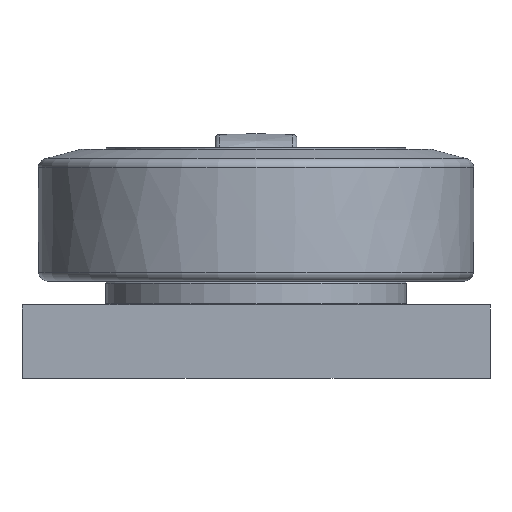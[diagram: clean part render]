
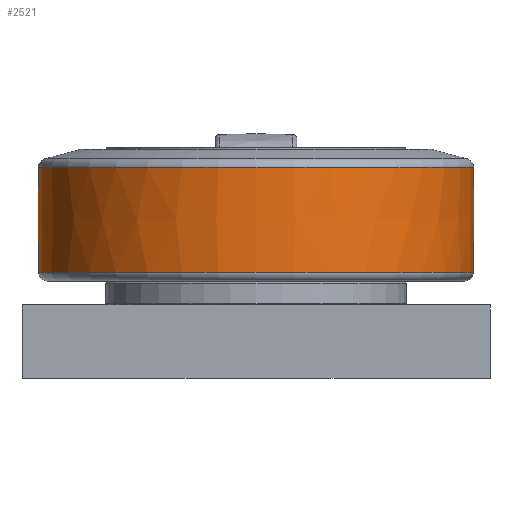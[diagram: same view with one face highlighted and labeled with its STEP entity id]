
A CAD part, front view. The second image highlights one B-rep face of the part: STEP entity #2521.
In plain terms, the highlighted free-form (B-spline) face has degree [2, 2] with [3, 9] control points.
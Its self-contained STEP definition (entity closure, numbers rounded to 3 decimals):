
#631=(
BOUNDED_SURFACE()
B_SPLINE_SURFACE(2,2,((#4344,#4345,#4346,#4347,#4348,#4349,#4350,#4351,
#4352),(#4353,#4354,#4355,#4356,#4357,#4358,#4359,#4360,#4361),(#4362,#4363,
#4364,#4365,#4366,#4367,#4368,#4369,#4370)),.UNSPECIFIED.,.F.,.T.,.F.)
B_SPLINE_SURFACE_WITH_KNOTS((3,3),(3,2,2,2,3),(-0.013,0.011),
(-3.142,-1.571,0.,1.571,3.142),
 .UNSPECIFIED.)
GEOMETRIC_REPRESENTATION_ITEM()
RATIONAL_B_SPLINE_SURFACE(((1.,0.707,1.,0.707,1.,
0.707,1.,0.707,1.),(1.,0.707,
1.,0.707,1.,0.707,1.,
0.707,1.),(1.,0.707,1.,0.707,
1.,0.707,1.,0.707,1.)))
REPRESENTATION_ITEM('')
SURFACE()
);
#725=FACE_OUTER_BOUND('',#878,.T.);
#878=EDGE_LOOP('',(#2146,#2147,#2148,#2149,#2150,#2151));
#1020=CIRCLE('',#2753,74.411);
#1021=CIRCLE('',#2754,74.411);
#1023=CIRCLE('',#2756,1500.);
#1024=CIRCLE('',#2757,74.373);
#1025=CIRCLE('',#2758,74.373);
#1231=VERTEX_POINT('',#4338);
#1232=VERTEX_POINT('',#4340);
#1233=VERTEX_POINT('',#4371);
#1234=VERTEX_POINT('',#4373);
#1555=EDGE_CURVE('',#1231,#1232,#1020,.T.);
#1556=EDGE_CURVE('',#1232,#1231,#1021,.T.);
#1558=EDGE_CURVE('',#1231,#1233,#1023,.T.);
#1559=EDGE_CURVE('',#1234,#1233,#1024,.T.);
#1560=EDGE_CURVE('',#1233,#1234,#1025,.T.);
#2146=ORIENTED_EDGE('',*,*,#1556,.F.);
#2147=ORIENTED_EDGE('',*,*,#1555,.F.);
#2148=ORIENTED_EDGE('',*,*,#1558,.T.);
#2149=ORIENTED_EDGE('',*,*,#1559,.F.);
#2150=ORIENTED_EDGE('',*,*,#1560,.F.);
#2151=ORIENTED_EDGE('',*,*,#1558,.F.);
#2521=ADVANCED_FACE('',(#725),#631,.F.);
#2753=AXIS2_PLACEMENT_3D('',#4341,#3307,#3308);
#2754=AXIS2_PLACEMENT_3D('',#4342,#3309,#3310);
#2756=AXIS2_PLACEMENT_3D('',#4372,#3313,#3314);
#2757=AXIS2_PLACEMENT_3D('',#4374,#3315,#3316);
#2758=AXIS2_PLACEMENT_3D('',#4375,#3317,#3318);
#3307=DIRECTION('center_axis',(0.,0.,
1.));
#3308=DIRECTION('ref_axis',(-1.,0.,0.));
#3309=DIRECTION('center_axis',(0.,0.,
1.));
#3310=DIRECTION('ref_axis',(-1.,0.,0.));
#3313=DIRECTION('center_axis',(-1.,0.,0.));
#3314=DIRECTION('ref_axis',(0.,1.,0.));
#3315=DIRECTION('center_axis',(0.,0.,
-1.));
#3316=DIRECTION('ref_axis',(-1.,0.,0.));
#3317=DIRECTION('center_axis',(0.,0.,
-1.));
#3318=DIRECTION('ref_axis',(-1.,0.,0.));
#4338=CARTESIAN_POINT('',(-5.329,38.444,34.569));
#4340=CARTESIAN_POINT('',(69.082,-35.967,34.569));
#4341=CARTESIAN_POINT('Origin',(-5.329,-35.967,34.569));
#4342=CARTESIAN_POINT('Origin',(-5.329,-35.967,34.569));
#4344=CARTESIAN_POINT('Ctrl Pts',(-5.329,38.406,-1.339));
#4345=CARTESIAN_POINT('Ctrl Pts',(-79.702,38.406,-1.339));
#4346=CARTESIAN_POINT('Ctrl Pts',(-79.702,-35.967,-1.339));
#4347=CARTESIAN_POINT('Ctrl Pts',(-79.702,-110.34,-1.339));
#4348=CARTESIAN_POINT('Ctrl Pts',(-5.329,-110.34,-1.339));
#4349=CARTESIAN_POINT('Ctrl Pts',(69.044,-110.34,-1.339));
#4350=CARTESIAN_POINT('Ctrl Pts',(69.044,-35.967,-1.339));
#4351=CARTESIAN_POINT('Ctrl Pts',(69.044,38.406,-1.339));
#4352=CARTESIAN_POINT('Ctrl Pts',(-5.329,38.406,-1.339));
#4353=CARTESIAN_POINT('Ctrl Pts',(-5.329,38.64,16.615));
#4354=CARTESIAN_POINT('Ctrl Pts',(-79.936,38.64,16.615));
#4355=CARTESIAN_POINT('Ctrl Pts',(-79.936,-35.967,16.615));
#4356=CARTESIAN_POINT('Ctrl Pts',(-79.936,-110.574,16.615));
#4357=CARTESIAN_POINT('Ctrl Pts',(-5.329,-110.574,16.615));
#4358=CARTESIAN_POINT('Ctrl Pts',(69.277,-110.574,16.615));
#4359=CARTESIAN_POINT('Ctrl Pts',(69.277,-35.967,16.615));
#4360=CARTESIAN_POINT('Ctrl Pts',(69.277,38.64,16.615));
#4361=CARTESIAN_POINT('Ctrl Pts',(-5.329,38.64,16.615));
#4362=CARTESIAN_POINT('Ctrl Pts',(-5.329,38.444,34.569));
#4363=CARTESIAN_POINT('Ctrl Pts',(-79.74,38.444,34.569));
#4364=CARTESIAN_POINT('Ctrl Pts',(-79.74,-35.967,34.569));
#4365=CARTESIAN_POINT('Ctrl Pts',(-79.74,-110.378,34.569));
#4366=CARTESIAN_POINT('Ctrl Pts',(-5.329,-110.378,34.569));
#4367=CARTESIAN_POINT('Ctrl Pts',(69.082,-110.378,34.569));
#4368=CARTESIAN_POINT('Ctrl Pts',(69.082,-35.967,34.569));
#4369=CARTESIAN_POINT('Ctrl Pts',(69.082,38.444,34.569));
#4370=CARTESIAN_POINT('Ctrl Pts',(-5.329,38.444,34.569));
#4371=CARTESIAN_POINT('',(-5.329,38.406,-1.339));
#4372=CARTESIAN_POINT('Origin',(-5.329,-1461.467,18.2));
#4373=CARTESIAN_POINT('',(69.044,-35.967,-1.339));
#4374=CARTESIAN_POINT('Origin',(-5.329,-35.967,-1.339));
#4375=CARTESIAN_POINT('Origin',(-5.329,-35.967,-1.339));
